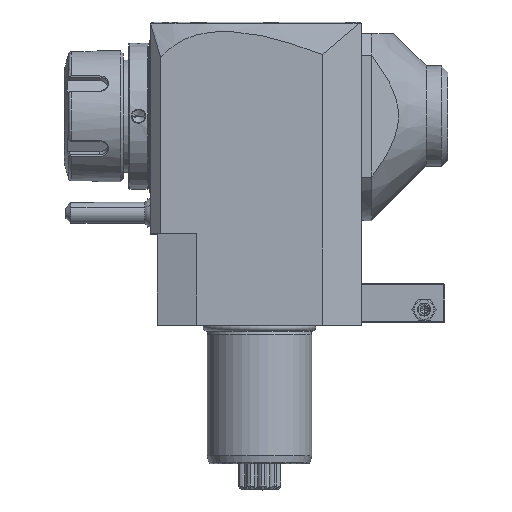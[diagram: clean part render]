
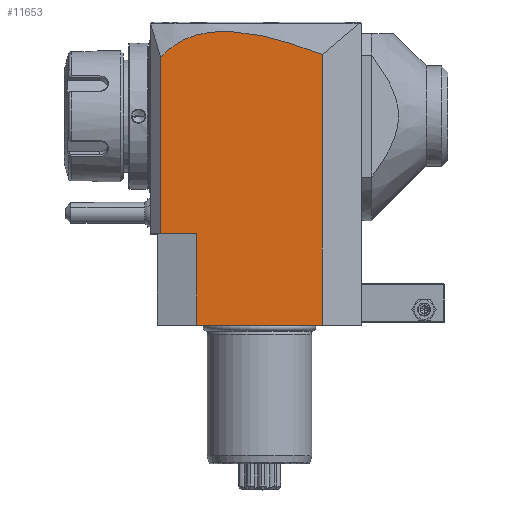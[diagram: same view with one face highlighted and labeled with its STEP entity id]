
A CAD part, top view. The second image highlights one B-rep face of the part: STEP entity #11653.
In plain terms, the highlighted planar face has unit normal (0, 0, 1).
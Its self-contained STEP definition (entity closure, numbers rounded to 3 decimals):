
#29=DIRECTION('',(-1.,0.,0.));
#30=VECTOR('',#29,48.);
#31=CARTESIAN_POINT('',(24.,0.,37.5));
#32=LINE('',#31,#30);
#236=DIRECTION('',(1.,0.,0.));
#237=VECTOR('',#236,13.8);
#238=CARTESIAN_POINT('',(-37.8,35.,37.5));
#239=LINE('',#238,#237);
#466=DIRECTION('',(0.,-1.,0.));
#467=VECTOR('',#466,103.515);
#468=CARTESIAN_POINT('',(24.,103.515,37.5));
#469=LINE('',#468,#467);
#470=DIRECTION('',(0.,-1.,0.));
#471=VECTOR('',#470,67.483);
#472=CARTESIAN_POINT('',(-37.8,102.483,37.5));
#473=LINE('',#472,#471);
#474=CARTESIAN_POINT('',(24.,103.515,37.5));
#475=CARTESIAN_POINT('',(22.786,103.992,37.5));
#476=CARTESIAN_POINT('',(20.412,104.901,37.5));
#477=CARTESIAN_POINT('',(17.014,106.131,37.5));
#478=CARTESIAN_POINT('',(13.781,107.23,37.5));
#479=CARTESIAN_POINT('',(10.713,108.204,37.5));
#480=CARTESIAN_POINT('',(7.81,109.056,37.5));
#481=CARTESIAN_POINT('',(5.077,109.79,37.5));
#482=CARTESIAN_POINT('',(2.509,110.415,37.5));
#483=CARTESIAN_POINT('',(0.103,110.937,37.5));
#484=CARTESIAN_POINT('',(-2.144,111.364,37.5));
#485=CARTESIAN_POINT('',(-4.243,111.707,37.5));
#486=CARTESIAN_POINT('',(-6.208,111.973,37.5));
#487=CARTESIAN_POINT('',(-8.052,112.172,37.5));
#488=CARTESIAN_POINT('',(-9.792,112.31,37.5));
#489=CARTESIAN_POINT('',(-11.437,112.393,37.5));
#490=CARTESIAN_POINT('',(-12.995,112.425,37.5));
#491=CARTESIAN_POINT('',(-14.473,112.412,37.5));
#492=CARTESIAN_POINT('',(-15.881,112.357,37.5));
#493=CARTESIAN_POINT('',(-17.223,112.263,37.5));
#494=CARTESIAN_POINT('',(-18.505,112.132,37.5));
#495=CARTESIAN_POINT('',(-19.731,111.967,37.5));
#496=CARTESIAN_POINT('',(-20.907,111.77,37.5));
#497=CARTESIAN_POINT('',(-22.038,111.543,37.5));
#498=CARTESIAN_POINT('',(-23.126,111.286,37.5));
#499=CARTESIAN_POINT('',(-24.177,111.001,37.5));
#500=CARTESIAN_POINT('',(-25.192,110.688,37.5));
#501=CARTESIAN_POINT('',(-26.175,110.348,37.5));
#502=CARTESIAN_POINT('',(-27.129,109.982,37.5));
#503=CARTESIAN_POINT('',(-28.056,109.588,37.5));
#504=CARTESIAN_POINT('',(-28.96,109.168,37.5));
#505=CARTESIAN_POINT('',(-29.84,108.72,37.5));
#506=CARTESIAN_POINT('',(-30.701,108.244,37.5));
#507=CARTESIAN_POINT('',(-31.543,107.739,37.5));
#508=CARTESIAN_POINT('',(-32.369,107.205,37.5));
#509=CARTESIAN_POINT('',(-33.179,106.639,37.5));
#510=CARTESIAN_POINT('',(-33.976,106.041,37.5));
#511=CARTESIAN_POINT('',(-34.761,105.408,37.5));
#512=CARTESIAN_POINT('',(-35.535,104.739,37.5));
#513=CARTESIAN_POINT('',(-36.299,104.032,37.5));
#514=CARTESIAN_POINT('',(-37.054,103.283,37.5));
#515=CARTESIAN_POINT('',(-37.552,102.754,37.5));
#516=CARTESIAN_POINT('',(-37.8,102.483,37.5));
#518=DIRECTION('',(0.,-1.,0.));
#519=VECTOR('',#518,35.);
#520=CARTESIAN_POINT('',(-24.,35.,37.5));
#521=LINE('',#520,#519);
#10289=CARTESIAN_POINT('',(-37.8,102.483,37.5));
#10290=CARTESIAN_POINT('',(-37.8,35.,37.5));
#10291=VERTEX_POINT('',#10289);
#10292=VERTEX_POINT('',#10290);
#10318=VERTEX_POINT('',#474);
#10343=CARTESIAN_POINT('',(-24.,35.,37.5));
#10344=VERTEX_POINT('',#10343);
#10711=CARTESIAN_POINT('',(24.,0.,37.5));
#10713=VERTEX_POINT('',#10711);
#10714=CARTESIAN_POINT('',(-24.,0.,37.5));
#10715=VERTEX_POINT('',#10714);
#11639=CARTESIAN_POINT('',(-39.202,35.,37.5));
#11640=DIRECTION('',(0.,0.,1.));
#11641=DIRECTION('',(1.,0.,0.));
#11642=AXIS2_PLACEMENT_3D('',#11639,#11640,#11641);
#11643=PLANE('',#11642);
#11644=ORIENTED_EDGE('',*,*,#11017,.T.);
#11645=ORIENTED_EDGE('',*,*,#10992,.T.);
#11647=ORIENTED_EDGE('',*,*,#11646,.F.);
#11648=ORIENTED_EDGE('',*,*,#11143,.F.);
#11649=ORIENTED_EDGE('',*,*,#11283,.F.);
#11650=ORIENTED_EDGE('',*,*,#11633,.F.);
#11651=EDGE_LOOP('',(#11644,#11645,#11647,#11648,#11649,#11650));
#11652=FACE_OUTER_BOUND('',#11651,.F.);
#517=B_SPLINE_CURVE_WITH_KNOTS('',3,(#474,#475,#476,#477,#478,#479,#480,#481,
#482,#483,#484,#485,#486,#487,#488,#489,#490,#491,#492,#493,#494,#495,#496,#497,
#498,#499,#500,#501,#502,#503,#504,#505,#506,#507,#508,#509,#510,#511,#512,#513,
#514,#515,#516),.UNSPECIFIED.,.F.,.F.,(4,1,1,1,1,1,1,1,1,1,1,1,1,1,1,1,1,1,1,1,
1,1,1,1,1,1,1,1,1,1,1,1,1,1,1,1,1,1,1,1,4),(0.,0.025,0.05,0.075,0.1,
0.125,0.15,0.175,0.2,0.225,0.25,0.275,0.3,0.325,0.35,
0.375,0.4,0.425,0.45,0.475,0.5,0.525,0.55,0.575,0.6,0.625,
0.65,0.675,0.7,0.725,0.75,0.775,0.8,0.825,0.85,0.875,0.9,
0.925,0.95,0.975,1.),.UNSPECIFIED.);
#10992=EDGE_CURVE('',#10713,#10715,#32,.T.);
#11017=EDGE_CURVE('',#10318,#10713,#469,.T.);
#11143=EDGE_CURVE('',#10292,#10344,#239,.T.);
#11283=EDGE_CURVE('',#10291,#10292,#473,.T.);
#11633=EDGE_CURVE('',#10318,#10291,#517,.T.);
#11646=EDGE_CURVE('',#10344,#10715,#521,.T.);
#11653=ADVANCED_FACE('',(#11652),#11643,.T.);
